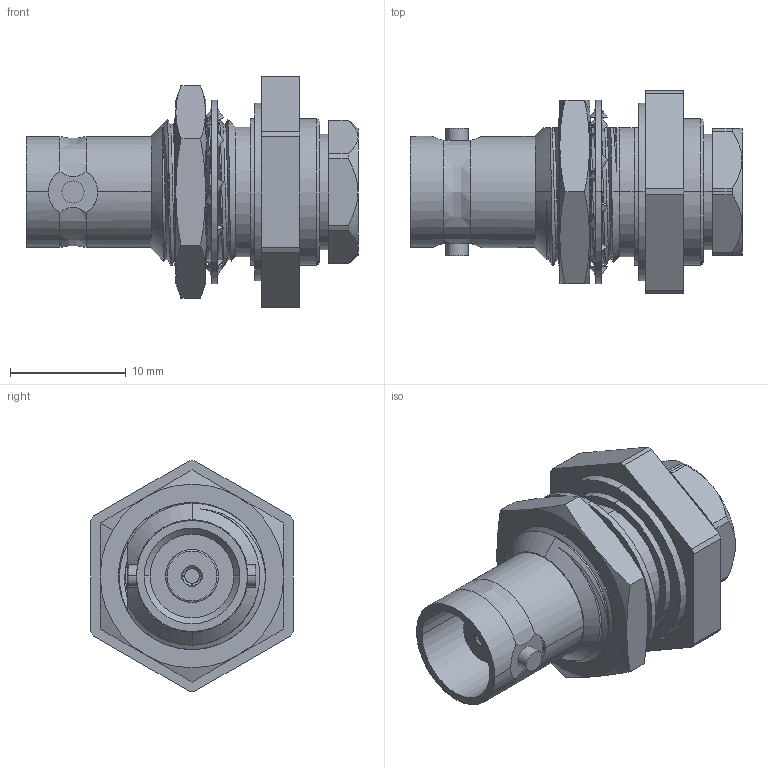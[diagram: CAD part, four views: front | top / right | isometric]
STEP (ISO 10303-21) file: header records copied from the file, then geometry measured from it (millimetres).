
FILE_DESCRIPTION (( 'STEP AP203' ), '1' );
FILE_NAME ('FMCN1911_3D.STEP', '2022-06-07T13:36:04', ( '' ), ( '' ), 'SwSTEP 2.0', 'SolidWorks 2021', '' );
FILE_SCHEMA (( 'CONFIG_CONTROL_DESIGN' ));
Length unit declared in the file: inch
Products named in the file (1): FMCN1911_3D
Bounding box: 28.7 x 17.5 x 19.93 mm (x, y, z)
Volume: 3006.7 mm3; surface area: 3142.3 mm2
Topology: 4 solids, 4 shells, 273 faces, 761 edges, 508 vertices
Faces by surface type: cylinder 90, bspline 70, plane 69, cone 42, torus 2
Entity records: 17843 total; most frequent: CARTESIAN_POINT 11518, ORIENTED_EDGE 1522, DIRECTION 1039, EDGE_CURVE 761, VERTEX_POINT 508, AXIS2_PLACEMENT_3D 410, EDGE_LOOP 291, FACE_OUTER_BOUND 273
